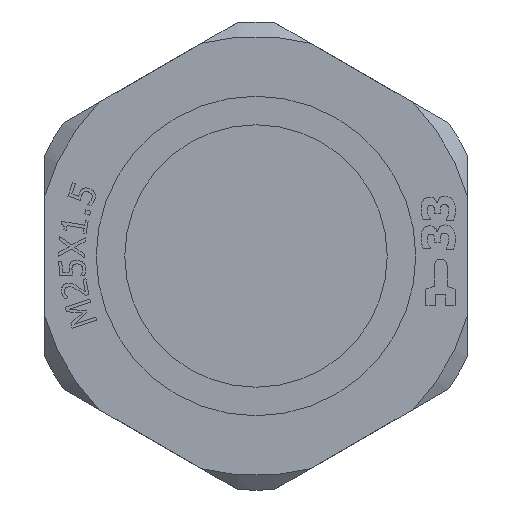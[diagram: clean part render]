
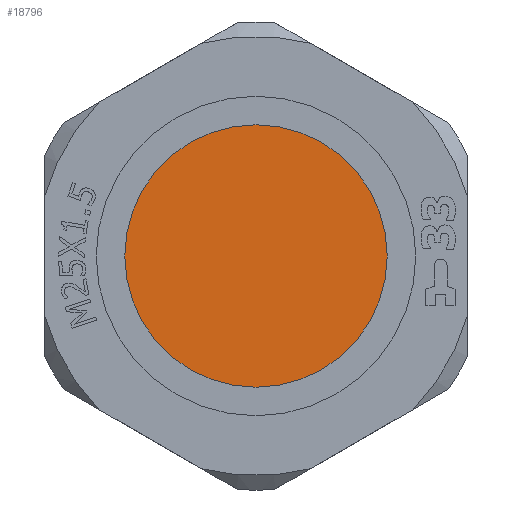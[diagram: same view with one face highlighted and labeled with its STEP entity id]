
A CAD part, front view. The second image highlights one B-rep face of the part: STEP entity #18796.
In plain terms, the highlighted planar face has unit normal (0, -1, 0).
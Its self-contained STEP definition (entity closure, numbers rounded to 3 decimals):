
#5758=FACE_OUTER_BOUND('',#6730,.T.);
#6730=EDGE_LOOP('',(#12470));
#7739=CIRCLE('',#19790,10.15);
#7837=VERTEX_POINT('',#24356);
#9687=EDGE_CURVE('',#7837,#7837,#7739,.T.);
#12470=ORIENTED_EDGE('',*,*,#9687,.F.);
#18036=PLANE('',#19789);
#18796=ADVANCED_FACE('',(#5758),#18036,.T.);
#19789=AXIS2_PLACEMENT_3D('',#24355,#20701,#20702);
#19790=AXIS2_PLACEMENT_3D('',#24357,#20703,#20704);
#20701=DIRECTION('center_axis',(0.,-1.,0.));
#20702=DIRECTION('ref_axis',(0.,0.,-1.));
#20703=DIRECTION('center_axis',(0.,1.,0.));
#20704=DIRECTION('ref_axis',(1.,0.,0.));
#24355=CARTESIAN_POINT('Origin',(-28.526,-17.773,-16.382));
#24356=CARTESIAN_POINT('',(-38.676,-17.773,-16.382));
#24357=CARTESIAN_POINT('Origin',(-28.526,-17.773,-16.382));
